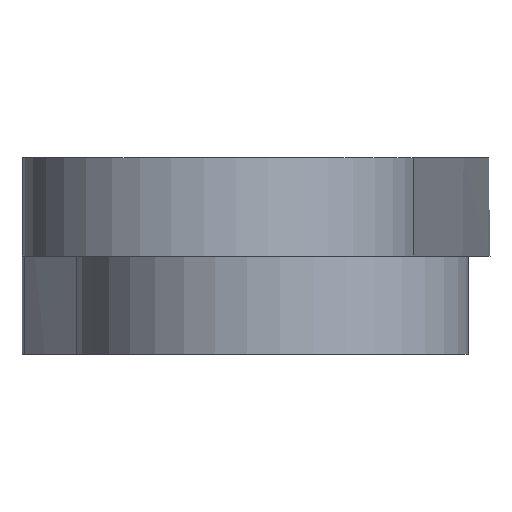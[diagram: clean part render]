
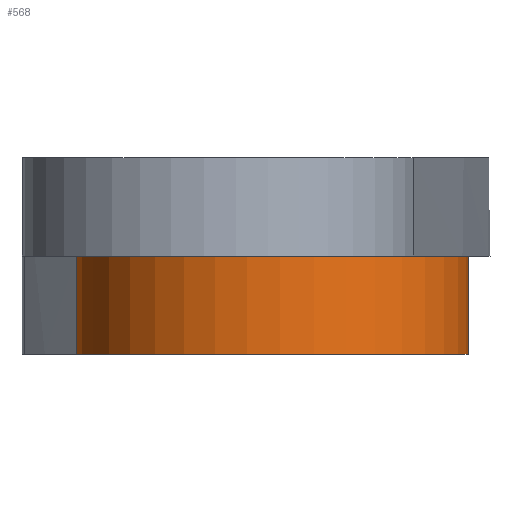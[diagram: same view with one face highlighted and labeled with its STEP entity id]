
A CAD part, front view. The second image highlights one B-rep face of the part: STEP entity #568.
In plain terms, the highlighted cylindrical face has radius 3 mm (diameter 6 mm), a partial arc.
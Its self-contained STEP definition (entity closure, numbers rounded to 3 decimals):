
#2 = VERTEX_POINT ( 'NONE', #24 ) ;
#4 = AXIS2_PLACEMENT_3D ( 'NONE', #528, #313, #536 ) ;
#9 = EDGE_CURVE ( 'NONE', #359, #152, #539, .T. ) ;
#18 = CARTESIAN_POINT ( 'NONE',  ( -2.176, 8.024, -1.5 ) ) ;
#24 = CARTESIAN_POINT ( 'NONE',  ( -2.176, 8.024, 0. ) ) ;
#57 = CYLINDRICAL_SURFACE ( 'NONE', #375, 3. ) ;
#64 = VECTOR ( 'NONE', #286, 1000. ) ;
#80 = ORIENTED_EDGE ( 'NONE', *, *, #127, .F. ) ;
#96 = CARTESIAN_POINT ( 'NONE',  ( 3.813, 8.28, -1.5 ) ) ;
#99 = CIRCLE ( 'NONE', #299, 3. ) ;
#110 = CARTESIAN_POINT ( 'NONE',  ( 3.813, 8.28, 0. ) ) ;
#111 = LINE ( 'NONE', #18, #64 ) ;
#127 = EDGE_CURVE ( 'NONE', #527, #2, #111, .T. ) ;
#152 = VERTEX_POINT ( 'NONE', #110 ) ;
#159 = DIRECTION ( 'NONE',  ( -1., 0., 0. ) ) ;
#169 = ORIENTED_EDGE ( 'NONE', *, *, #484, .F. ) ;
#188 = ORIENTED_EDGE ( 'NONE', *, *, #9, .T. ) ;
#206 = CIRCLE ( 'NONE', #4, 3. ) ;
#228 = EDGE_LOOP ( 'NONE', ( #169, #188, #433, #80 ) ) ;
#236 = DIRECTION ( 'NONE',  ( 1., 0., 0. ) ) ;
#259 = VECTOR ( 'NONE', #457, 1000. ) ;
#282 = CARTESIAN_POINT ( 'NONE',  ( 0.813, 8.28, -1.5 ) ) ;
#286 = DIRECTION ( 'NONE',  ( 0., 0., 1. ) ) ;
#287 = FACE_OUTER_BOUND ( 'NONE', #228, .T. ) ;
#299 = AXIS2_PLACEMENT_3D ( 'NONE', #540, #417, #159 ) ;
#313 = DIRECTION ( 'NONE',  ( 0., 0., -1. ) ) ;
#327 = CARTESIAN_POINT ( 'NONE',  ( -2.176, 8.024, -1.5 ) ) ;
#359 = VERTEX_POINT ( 'NONE', #96 ) ;
#367 = EDGE_CURVE ( 'NONE', #152, #2, #206, .T. ) ;
#375 = AXIS2_PLACEMENT_3D ( 'NONE', #282, #499, #236 ) ;
#378 = CARTESIAN_POINT ( 'NONE',  ( 3.813, 8.28, -1.5 ) ) ;
#417 = DIRECTION ( 'NONE',  ( 0., 0., -1. ) ) ;
#433 = ORIENTED_EDGE ( 'NONE', *, *, #367, .T. ) ;
#457 = DIRECTION ( 'NONE',  ( 0., 0., 1. ) ) ;
#484 = EDGE_CURVE ( 'NONE', #359, #527, #99, .T. ) ;
#499 = DIRECTION ( 'NONE',  ( 0., 0., 1. ) ) ;
#527 = VERTEX_POINT ( 'NONE', #327 ) ;
#528 = CARTESIAN_POINT ( 'NONE',  ( 0.813, 8.28, 0. ) ) ;
#536 = DIRECTION ( 'NONE',  ( -1., 0., 0. ) ) ;
#539 = LINE ( 'NONE', #378, #259 ) ;
#540 = CARTESIAN_POINT ( 'NONE',  ( 0.813, 8.28, -1.5 ) ) ;
#568 = ADVANCED_FACE ( 'NONE', ( #287 ), #57, .T. ) ;
